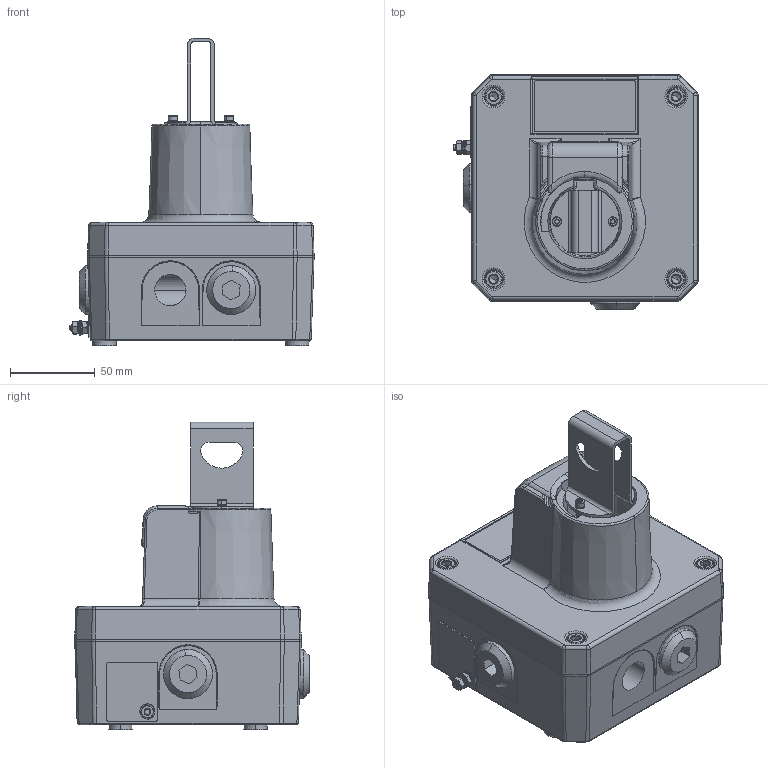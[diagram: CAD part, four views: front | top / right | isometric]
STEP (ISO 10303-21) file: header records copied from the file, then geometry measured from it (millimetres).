
FILE_DESCRIPTION (( 'STEP AP203' ), '1' );
FILE_NAME ('D202-05-211-3D_Issue_2.STEP', '2025-02-14T13:47:14', ( '' ), ( '' ), 'SwSTEP 2.0', 'SolidWorks 2024', '' );
FILE_SCHEMA (( 'CONFIG_CONTROL_DESIGN' ));
Length unit declared in the file: millimetre
Products named in the file (1): D202-05-211-3D_Issue_2
Bounding box: 144.5 x 138.79 x 182 mm (x, y, z)
Volume: 1333454.6 mm3; surface area: 191846.5 mm2
Topology: 29 solids, 29 shells, 1140 faces, 2723 edges, 1643 vertices
Faces by surface type: cylinder 396, plane 324, cone 181, bspline 138, torus 91, sphere 10
Entity records: 43928 total; most frequent: CARTESIAN_POINT 19379, ORIENTED_EDGE 5346, DIRECTION 4836, EDGE_CURVE 2673, AXIS2_PLACEMENT_3D 1907, VERTEX_POINT 1643, EDGE_LOOP 1240, FACE_OUTER_BOUND 1140
